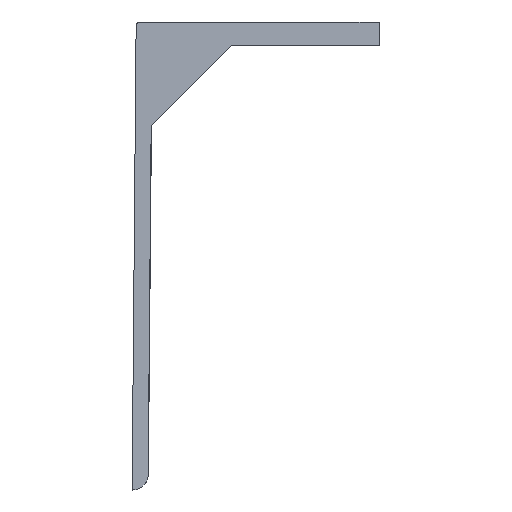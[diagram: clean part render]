
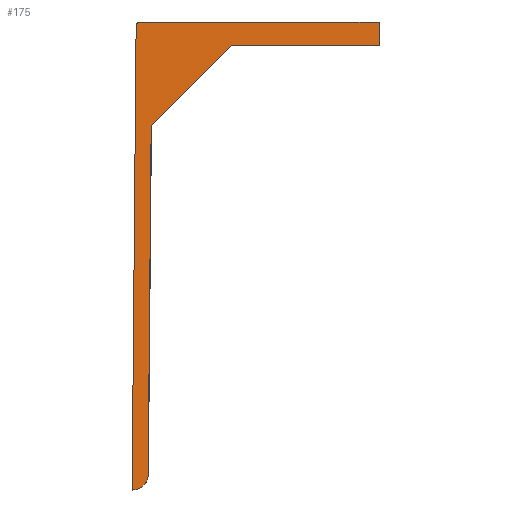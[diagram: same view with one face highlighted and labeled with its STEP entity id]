
A CAD part, left-side view. The second image highlights one B-rep face of the part: STEP entity #175.
In plain terms, the highlighted planar face has unit normal (-0.996, -0.093, -0.004).
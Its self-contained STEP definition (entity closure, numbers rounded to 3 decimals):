
#105=AXIS2_PLACEMENT_3D('Plane Axis2P3D',#102,#103,#104) ;
#49=CARTESIAN_POINT('Vertex',(10.914,168.909,17.)) ;
#52=CARTESIAN_POINT('Line Origine',(12.324,153.844,17.001)) ;
#56=CARTESIAN_POINT('Vertex',(13.734,138.779,17.002)) ;
#76=CARTESIAN_POINT('Line Origine',(13.744,138.727,15.502)) ;
#80=CARTESIAN_POINT('Vertex',(13.754,138.675,14.002)) ;
#102=CARTESIAN_POINT('Axis2P3D Location',(12.326,153.816,17.)) ;
#108=CARTESIAN_POINT('Control Point',(11.028,169.9,-42.)) ;
#109=CARTESIAN_POINT('Control Point',(11.054,169.623,-42.)) ;
#110=CARTESIAN_POINT('Control Point',(11.08,169.345,-41.952)) ;
#111=CARTESIAN_POINT('Control Point',(11.104,169.079,-41.857)) ;
#112=CARTESIAN_POINT('Control Point',(11.149,168.591,-41.577)) ;
#113=CARTESIAN_POINT('Control Point',(11.182,168.225,-41.15)) ;
#114=CARTESIAN_POINT('Control Point',(11.194,168.081,-40.908)) ;
#115=CARTESIAN_POINT('Control Point',(11.205,167.957,-40.577)) ;
#116=CARTESIAN_POINT('Control Point',(11.208,167.907,-40.232)) ;
#117=CARTESIAN_POINT('Control Point',(11.209,167.9,-40.161)) ;
#118=CARTESIAN_POINT('Control Point',(11.209,167.896,-40.089)) ;
#119=CARTESIAN_POINT('Control Point',(11.209,167.896,-40.018)) ;
#120=CARTESIAN_POINT('Vertex',(11.026,169.918,-42.)) ;
#122=CARTESIAN_POINT('Vertex',(11.209,167.896,-40.018)) ;
#125=CARTESIAN_POINT('Line Origine',(11.149,167.705,-18.009)) ;
#129=CARTESIAN_POINT('Vertex',(11.09,167.514,4.)) ;
#132=CARTESIAN_POINT('Line Origine',(11.546,162.459,9.001)) ;
#136=CARTESIAN_POINT('Vertex',(12.001,157.404,14.001)) ;
#139=CARTESIAN_POINT('Line Origine',(12.877,148.04,14.002)) ;
#145=CARTESIAN_POINT('Control Point',(10.914,168.909,17.)) ;
#146=CARTESIAN_POINT('Control Point',(10.908,168.972,17.)) ;
#147=CARTESIAN_POINT('Control Point',(10.902,169.035,16.99)) ;
#148=CARTESIAN_POINT('Control Point',(10.897,169.095,16.971)) ;
#149=CARTESIAN_POINT('Control Point',(10.886,169.208,16.913)) ;
#150=CARTESIAN_POINT('Control Point',(10.878,169.298,16.824)) ;
#151=CARTESIAN_POINT('Control Point',(10.875,169.336,16.773)) ;
#152=CARTESIAN_POINT('Control Point',(10.871,169.38,16.689)) ;
#153=CARTESIAN_POINT('Control Point',(10.869,169.402,16.598)) ;
#154=CARTESIAN_POINT('Control Point',(10.869,169.407,16.567)) ;
#155=CARTESIAN_POINT('Control Point',(10.869,169.41,16.535)) ;
#156=CARTESIAN_POINT('Control Point',(10.869,169.41,16.504)) ;
#157=CARTESIAN_POINT('Vertex',(10.869,169.41,16.504)) ;
#160=CARTESIAN_POINT('Line Origine',(10.948,169.664,-12.748)) ;
#53=DIRECTION('Vector Direction',(0.093,-0.996,0.)) ;
#77=DIRECTION('Vector Direction',(-0.007,0.035,0.999)) ;
#103=DIRECTION('Axis2P3D Direction',(-0.996,-0.093,-0.003)) ;
#104=DIRECTION('Axis2P3D XDirection',(-0.093,0.996,0.)) ;
#126=DIRECTION('Vector Direction',(-0.003,-0.009,1.)) ;
#133=DIRECTION('Vector Direction',(0.064,-0.709,0.702)) ;
#140=DIRECTION('Vector Direction',(-0.093,0.996,0.)) ;
#161=DIRECTION('Vector Direction',(0.003,0.009,-1.)) ;
#54=VECTOR('Line Direction',#53,1.) ;
#78=VECTOR('Line Direction',#77,1.) ;
#127=VECTOR('Line Direction',#126,1.) ;
#134=VECTOR('Line Direction',#133,1.) ;
#141=VECTOR('Line Direction',#140,1.) ;
#162=VECTOR('Line Direction',#161,1.) ;
#166=ORIENTED_EDGE('',*,*,#124,.T.) ;
#167=ORIENTED_EDGE('',*,*,#131,.T.) ;
#168=ORIENTED_EDGE('',*,*,#138,.T.) ;
#169=ORIENTED_EDGE('',*,*,#143,.F.) ;
#170=ORIENTED_EDGE('',*,*,#82,.T.) ;
#171=ORIENTED_EDGE('',*,*,#58,.F.) ;
#172=ORIENTED_EDGE('',*,*,#159,.F.) ;
#173=ORIENTED_EDGE('',*,*,#164,.T.) ;
#175=ADVANCED_FACE('\X2\96F64EF651E04F554F53\X0\',(#174),#106,.T.) ;
#107=B_SPLINE_CURVE_WITH_KNOTS('',5,(#108,#109,#110,#111,#112,#113,#114,#115,#116,#117,#118,#119),.UNSPECIFIED.,.F.,.U.,(6,3,3,6),(0.,2.408,4.808,5.429),.UNSPECIFIED.) ;
#144=B_SPLINE_CURVE_WITH_KNOTS('',5,(#145,#146,#147,#148,#149,#150,#151,#152,#153,#154,#155,#156),.UNSPECIFIED.,.F.,.U.,(6,3,3,6),(0.,0.543,1.086,1.357),.UNSPECIFIED.) ;
#58=EDGE_CURVE('',#50,#57,#55,.T.) ;
#82=EDGE_CURVE('',#81,#57,#79,.T.) ;
#124=EDGE_CURVE('',#121,#123,#107,.T.) ;
#131=EDGE_CURVE('',#123,#130,#128,.T.) ;
#138=EDGE_CURVE('',#130,#137,#135,.T.) ;
#143=EDGE_CURVE('',#81,#137,#142,.T.) ;
#159=EDGE_CURVE('',#158,#50,#144,.F.) ;
#164=EDGE_CURVE('',#158,#121,#163,.T.) ;
#165=EDGE_LOOP('',(#166,#167,#168,#169,#170,#171,#172,#173)) ;
#174=FACE_OUTER_BOUND('',#165,.T.) ;
#55=LINE('Line',#52,#54) ;
#79=LINE('Line',#76,#78) ;
#128=LINE('Line',#125,#127) ;
#135=LINE('Line',#132,#134) ;
#142=LINE('Line',#139,#141) ;
#163=LINE('Line',#160,#162) ;
#106=PLANE('',#105) ;
#50=VERTEX_POINT('',#49) ;
#57=VERTEX_POINT('',#56) ;
#81=VERTEX_POINT('',#80) ;
#121=VERTEX_POINT('',#120) ;
#123=VERTEX_POINT('',#122) ;
#130=VERTEX_POINT('',#129) ;
#137=VERTEX_POINT('',#136) ;
#158=VERTEX_POINT('',#157) ;
